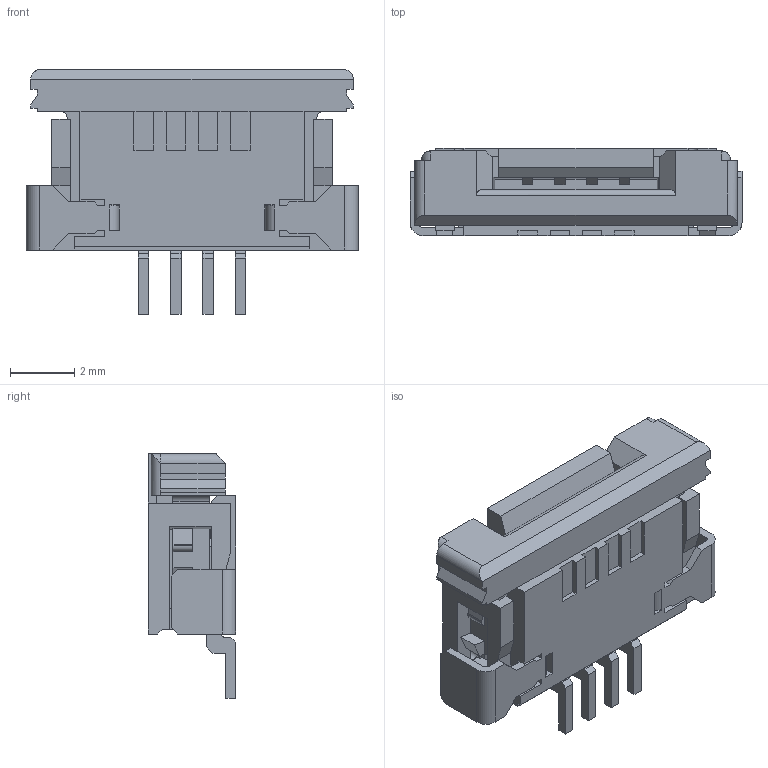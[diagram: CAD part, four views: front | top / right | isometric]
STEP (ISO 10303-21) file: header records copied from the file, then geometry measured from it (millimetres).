
FILE_DESCRIPTION(('STEP AP242'),'1');
FILE_NAME('52207-0433.stp','2021-04-16T09:16:53',('TraceParts'),('TraceParts S.A.'),'Spatial InterOp 3D',' ',' ');
FILE_SCHEMA(('AP242_MANAGED_MODEL_BASED_3D_ENGINEERING_MIM_LF {1 0 10303 442 1 1 4}'));
Length unit declared in the file: millimetre
Products named in the file (1): 52207-0433_1
Bounding box: 10.3 x 2.7 x 7.6 mm (x, y, z)
Volume: 107.4 mm3; surface area: 380.3 mm2
Topology: 1 solids, 1 shells, 372 faces, 1137 edges, 776 vertices
Faces by surface type: plane 335, cylinder 37
Entity records: 12559 total; most frequent: CARTESIAN_POINT 2289, ORIENTED_EDGE 2226, DIRECTION 1949, EDGE_CURVE 1113, LINE 1061, VECTOR 1061, VERTEX_POINT 728, AXIS2_PLACEMENT_3D 444
